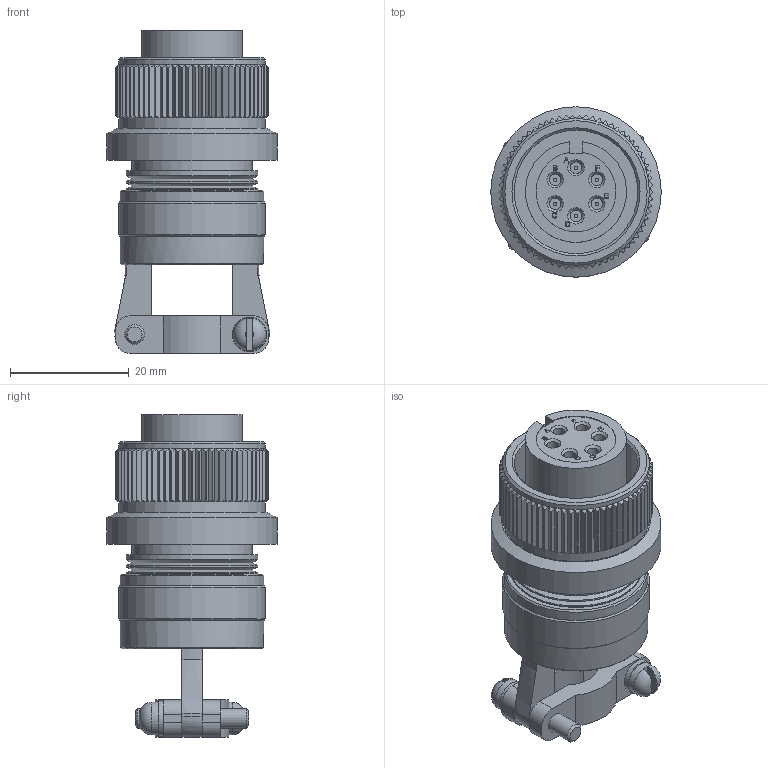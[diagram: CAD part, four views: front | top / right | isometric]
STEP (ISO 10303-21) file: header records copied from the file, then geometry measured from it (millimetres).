
FILE_DESCRIPTION(/* description */ ('Alibre Inc.'),/* implementation_level */ '2;1');
FILE_NAME(/* name */ 'export0',/* time_stamp */ '2016-05-23T08:21:31-07:00',/* author */ (''),/* organization */ (''),/* preprocessor_version */ 'ST-DEVELOPER v14',/* originating_system */ 'Alibre',/* authorisation */ '');
FILE_SCHEMA (('CONFIG_CONTROL_DESIGN'));
Length unit declared in the file: centimetre
Products named in the file (1): ID_1
Bounding box: 28.7 x 28.7 x 54.41 mm (x, y, z)
Volume: 17936.6 mm3; surface area: 8541.4 mm2
Topology: 1 solids, 1 shells, 526 faces, 1475 edges, 981 vertices
Faces by surface type: plane 262, cylinder 119, cone 101, bspline 36, torus 8
Full cylindrical faces by diameter (mm): 0.559 x6, 1.981 x6, 3.302 x2, 5.537 x2, 5.842 x2, 14.224 x1, 20.32 x1, 20.828 x1, 22.098 x4, 24.13 x1, 24.181 x1, 24.74 x2, 24.765 x1, 28.702 x1
Entity records: 14433 total; most frequent: CARTESIAN_POINT 3798, ORIENTED_EDGE 2782, EDGE_CURVE 1391, DIRECTION 1306, VERTEX_POINT 955, VECTOR 636, LINE 636, EDGE_LOOP 630
